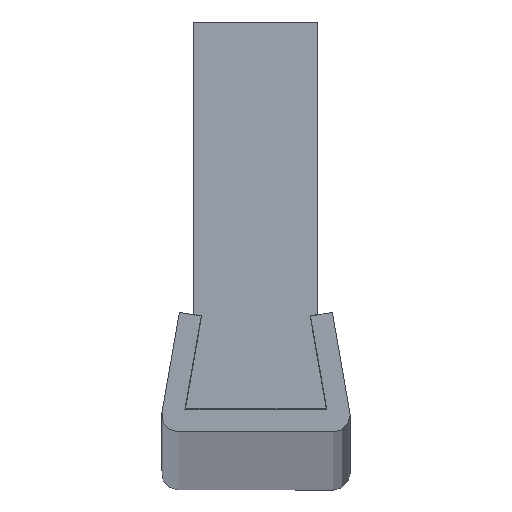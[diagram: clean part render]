
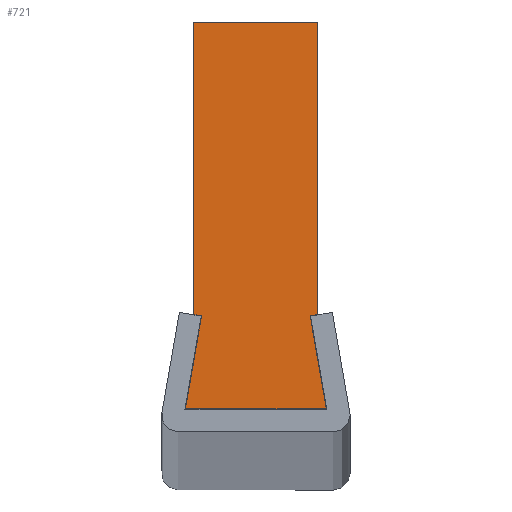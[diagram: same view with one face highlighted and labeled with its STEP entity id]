
A CAD part, top view. The second image highlights one B-rep face of the part: STEP entity #721.
In plain terms, the highlighted planar face has unit normal (0, 0, 1).
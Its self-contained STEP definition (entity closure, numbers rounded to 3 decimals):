
#12 = CARTESIAN_POINT ( 'NONE',  ( -4.897, 5.378, 0. ) ) ;
#23 = DIRECTION ( 'NONE',  ( 0.985, 0.171, 0. ) ) ;
#58 = LINE ( 'NONE', #211, #473 ) ;
#65 = CARTESIAN_POINT ( 'NONE',  ( -5.6, 31.9, 0. ) ) ;
#79 = DIRECTION ( 'NONE',  ( 1., 0., 0. ) ) ;
#84 = ORIENTED_EDGE ( 'NONE', *, *, #511, .T. ) ;
#87 = LINE ( 'NONE', #12, #664 ) ;
#106 = CARTESIAN_POINT ( 'NONE',  ( -5.6, 5.5, 0. ) ) ;
#156 = ORIENTED_EDGE ( 'NONE', *, *, #708, .T. ) ;
#165 = ORIENTED_EDGE ( 'NONE', *, *, #178, .T. ) ;
#178 = EDGE_CURVE ( 'NONE', #826, #687, #267, .T. ) ;
#189 = VERTEX_POINT ( 'NONE', #106 ) ;
#211 = CARTESIAN_POINT ( 'NONE',  ( -4.897, 5.378, 0. ) ) ;
#253 = CARTESIAN_POINT ( 'NONE',  ( -6.355, -3., 0. ) ) ;
#258 = CARTESIAN_POINT ( 'NONE',  ( -5.6, 31.9, 0. ) ) ;
#267 = LINE ( 'NONE', #253, #749 ) ;
#289 = LINE ( 'NONE', #539, #554 ) ;
#304 = FACE_OUTER_BOUND ( 'NONE', #505, .T. ) ;
#311 = LINE ( 'NONE', #736, #1064 ) ;
#314 = ORIENTED_EDGE ( 'NONE', *, *, #764, .T. ) ;
#364 = ORIENTED_EDGE ( 'NONE', *, *, #419, .T. ) ;
#389 = LINE ( 'NONE', #65, #1067 ) ;
#419 = EDGE_CURVE ( 'NONE', #189, #748, #87, .T. ) ;
#439 = ORIENTED_EDGE ( 'NONE', *, *, #936, .T. ) ;
#446 = VERTEX_POINT ( 'NONE', #258 ) ;
#447 = DIRECTION ( 'NONE',  ( -0.171, 0.985, 0. ) ) ;
#451 = CARTESIAN_POINT ( 'NONE',  ( -6.355, -3., 0. ) ) ;
#462 = DIRECTION ( 'NONE',  ( -0.171, -0.985, 0. ) ) ;
#470 = VECTOR ( 'NONE', #23, 1000. ) ;
#473 = VECTOR ( 'NONE', #462, 1000. ) ;
#483 = VERTEX_POINT ( 'NONE', #1037 ) ;
#505 = EDGE_LOOP ( 'NONE', ( #314, #364, #517, #165, #596, #84, #156, #439 ) ) ;
#511 = EDGE_CURVE ( 'NONE', #1048, #483, #965, .T. ) ;
#517 = ORIENTED_EDGE ( 'NONE', *, *, #889, .T. ) ;
#539 = CARTESIAN_POINT ( 'NONE',  ( 6.355, -3., 0. ) ) ;
#541 = CARTESIAN_POINT ( 'NONE',  ( 4.897, 5.378, 0. ) ) ;
#554 = VECTOR ( 'NONE', #447, 1000. ) ;
#596 = ORIENTED_EDGE ( 'NONE', *, *, #611, .T. ) ;
#611 = EDGE_CURVE ( 'NONE', #687, #1048, #289, .T. ) ;
#644 = PLANE ( 'NONE',  #953 ) ;
#652 = CARTESIAN_POINT ( 'NONE',  ( 5.6, 31.9, 0. ) ) ;
#664 = VECTOR ( 'NONE', #855, 1000. ) ;
#676 = LINE ( 'NONE', #1001, #881 ) ;
#678 = DIRECTION ( 'NONE',  ( 1., 0., 0. ) ) ;
#687 = VERTEX_POINT ( 'NONE', #743 ) ;
#688 = CARTESIAN_POINT ( 'NONE',  ( -4.897, 5.378, 0. ) ) ;
#708 = EDGE_CURVE ( 'NONE', #483, #851, #311, .T. ) ;
#721 = ADVANCED_FACE ( 'NONE', ( #304 ), #644, .T. ) ;
#736 = CARTESIAN_POINT ( 'NONE',  ( 5.6, 31.9, 0. ) ) ;
#743 = CARTESIAN_POINT ( 'NONE',  ( 6.355, -3., 0. ) ) ;
#748 = VERTEX_POINT ( 'NONE', #688 ) ;
#749 = VECTOR ( 'NONE', #678, 1000. ) ;
#764 = EDGE_CURVE ( 'NONE', #446, #189, #676, .T. ) ;
#826 = VERTEX_POINT ( 'NONE', #451 ) ;
#828 = CARTESIAN_POINT ( 'NONE',  ( 0., 0., 0. ) ) ;
#840 = DIRECTION ( 'NONE',  ( 0., -1., 0. ) ) ;
#851 = VERTEX_POINT ( 'NONE', #652 ) ;
#855 = DIRECTION ( 'NONE',  ( 0.985, -0.171, 0. ) ) ;
#881 = VECTOR ( 'NONE', #840, 1000. ) ;
#889 = EDGE_CURVE ( 'NONE', #748, #826, #58, .T. ) ;
#905 = DIRECTION ( 'NONE',  ( -1., 0., 0. ) ) ;
#914 = DIRECTION ( 'NONE',  ( 0., 0., 1. ) ) ;
#936 = EDGE_CURVE ( 'NONE', #851, #446, #389, .T. ) ;
#945 = CARTESIAN_POINT ( 'NONE',  ( 4.897, 5.378, 0. ) ) ;
#953 = AXIS2_PLACEMENT_3D ( 'NONE', #828, #914, #79 ) ;
#965 = LINE ( 'NONE', #945, #470 ) ;
#1001 = CARTESIAN_POINT ( 'NONE',  ( -5.6, 31.9, 0. ) ) ;
#1037 = CARTESIAN_POINT ( 'NONE',  ( 5.6, 5.5, 0. ) ) ;
#1048 = VERTEX_POINT ( 'NONE', #541 ) ;
#1064 = VECTOR ( 'NONE', #1068, 1000. ) ;
#1067 = VECTOR ( 'NONE', #905, 1000. ) ;
#1068 = DIRECTION ( 'NONE',  ( 0., 1., 0. ) ) ;
